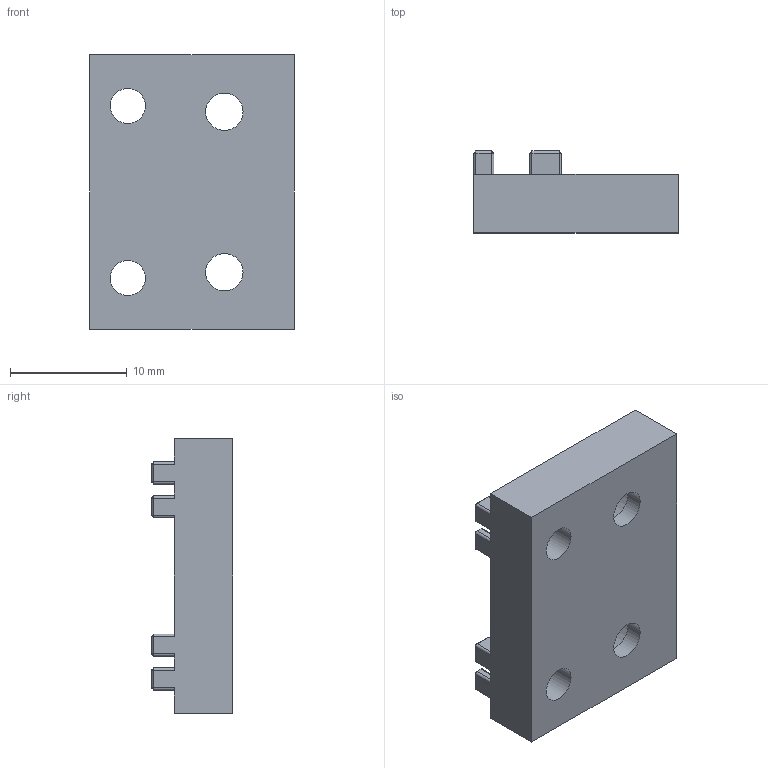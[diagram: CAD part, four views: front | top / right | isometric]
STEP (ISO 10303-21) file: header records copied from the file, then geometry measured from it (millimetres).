
FILE_DESCRIPTION(/* description */ (''),/* implementation_level */ '2;1');
FILE_NAME(/* name */ 'ROB-R-J-1.stp',/* time_stamp */ '2016-02-13T14:20:40+02:00',/* author */ ('admin'),/* organization */ (''),/* preprocessor_version */ 'ST-DEVELOPER v16.1',/* originating_system */ 'Autodesk Inventor 2016',/* authorisation */ '');
FILE_SCHEMA (('AUTOMOTIVE_DESIGN { 1 0 10303 214 3 1 1 }'));
Length unit declared in the file: millimetre
Products named in the file (1): ROB-R-J-1
Bounding box: 17.54 x 7 x 23.54 mm (x, y, z)
Volume: 1825.9 mm3; surface area: 1542.1 mm2
Topology: 1 solids, 1 shells, 146 faces, 352 edges, 182 vertices
Faces by surface type: plane 76, cylinder 38, cone 32
Full cylindrical faces by diameter (mm): 3 x2, 3.2 x2, 6 x2
Entity records: 3860 total; most frequent: DIRECTION 682, CARTESIAN_POINT 639, ORIENTED_EDGE 624, EDGE_CURVE 312, LINE 236, VECTOR 236, AXIS2_PLACEMENT_3D 223, VERTEX_POINT 180
